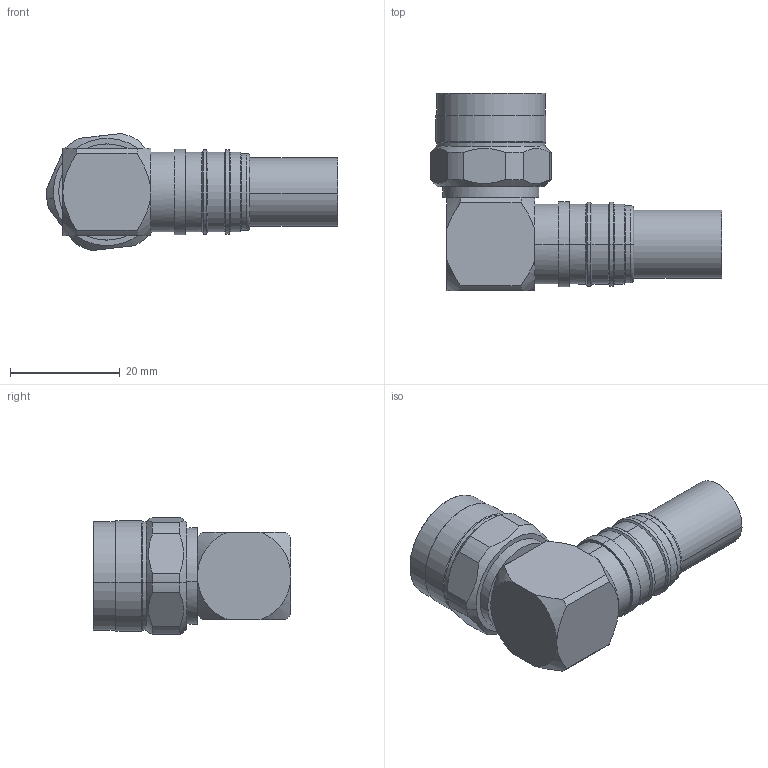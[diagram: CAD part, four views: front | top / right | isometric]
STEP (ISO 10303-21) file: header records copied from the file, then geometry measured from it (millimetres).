
FILE_DESCRIPTION (( 'STEP AP214' ), '1' );
FILE_NAME ('3190-2638.STEP', '2017-11-13T06:50:53', ( '' ), ( '' ), 'SwSTEP 2.0', 'SolidWorks 2017', '' );
FILE_SCHEMA (( 'AUTOMOTIVE_DESIGN' ));
Length unit declared in the file: millimetre
Products named in the file (1): 3190-2638
Bounding box: 53 x 36 x 21.32 mm (x, y, z)
Volume: 12237.8 mm3; surface area: 7040.1 mm2
Topology: 1 solids, 1 shells, 177 faces, 385 edges, 228 vertices
Faces by surface type: cylinder 75, cone 60, plane 37, bspline 3, torus 2
Entity records: 5834 total; most frequent: CARTESIAN_POINT 1910, DIRECTION 871, ORIENTED_EDGE 770, EDGE_CURVE 385, AXIS2_PLACEMENT_3D 363, VERTEX_POINT 228, EDGE_LOOP 195, CIRCLE 188
